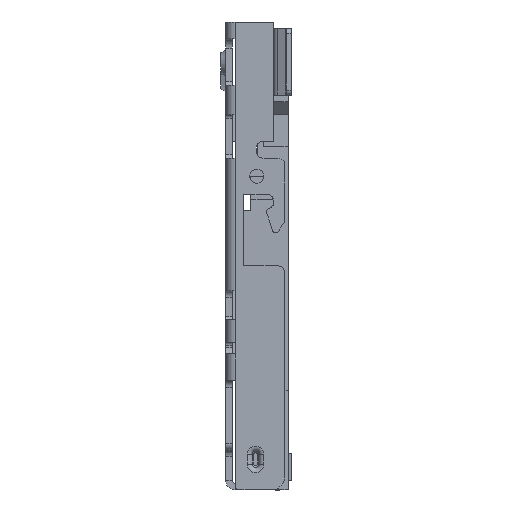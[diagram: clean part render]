
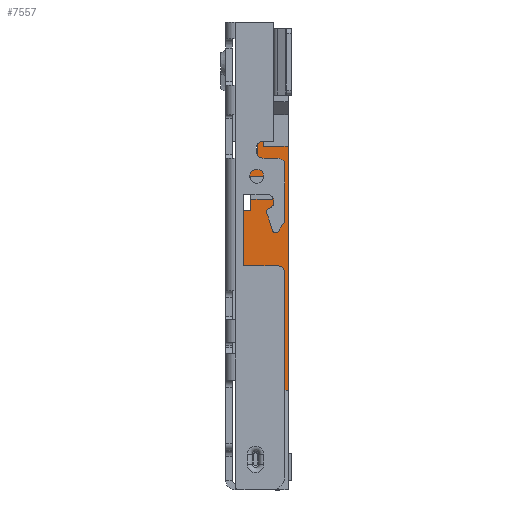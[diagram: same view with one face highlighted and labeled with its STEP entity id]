
A CAD part, left-side view. The second image highlights one B-rep face of the part: STEP entity #7557.
In plain terms, the highlighted planar face has unit normal (-1, 0, 0).
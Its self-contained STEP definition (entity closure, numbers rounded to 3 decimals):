
#340 = VECTOR ( 'NONE', #24234, 1000. ) ;
#622 = ORIENTED_EDGE ( 'NONE', *, *, #28334, .T. ) ;
#1423 = EDGE_CURVE ( 'NONE', #29146, #13933, #8239, .T. ) ;
#1753 = LINE ( 'NONE', #30901, #29075 ) ;
#2412 = CARTESIAN_POINT ( 'NONE',  ( -6.7, 10.417, -6.134 ) ) ;
#2475 = LINE ( 'NONE', #4634, #20434 ) ;
#4141 = CARTESIAN_POINT ( 'NONE',  ( -6.7, 0.57, 1.708 ) ) ;
#4152 = DIRECTION ( 'NONE',  ( 0., -1., 0. ) ) ;
#4162 = ORIENTED_EDGE ( 'NONE', *, *, #8250, .T. ) ;
#4320 = LINE ( 'NONE', #31754, #25399 ) ;
#4466 = EDGE_CURVE ( 'NONE', #15410, #24276, #24157, .T. ) ;
#4634 = CARTESIAN_POINT ( 'NONE',  ( -6.7, 0.57, 2.408 ) ) ;
#4663 = EDGE_CURVE ( 'NONE', #26619, #13361, #12043, .T. ) ;
#5285 = LINE ( 'NONE', #12985, #19362 ) ;
#5384 = LINE ( 'NONE', #9198, #340 ) ;
#5738 = VECTOR ( 'NONE', #19852, 1000. ) ;
#5767 = VERTEX_POINT ( 'NONE', #18074 ) ;
#6430 = EDGE_CURVE ( 'NONE', #17555, #15410, #1753, .T. ) ;
#6596 = DIRECTION ( 'NONE',  ( 0., 0., -1. ) ) ;
#7025 = DIRECTION ( 'NONE',  ( 0., 0., 1. ) ) ;
#7098 = EDGE_LOOP ( 'NONE', ( #15192, #20404, #31397, #27653, #13004, #7938, #27585, #31511, #622, #25923, #23907, #23001, #8765, #4162, #29644 ) ) ;
#7557 = ADVANCED_FACE ( 'NONE', ( #7956 ), #23667, .F. ) ;
#7768 = VECTOR ( 'NONE', #27306, 1000. ) ;
#7870 = CARTESIAN_POINT ( 'NONE',  ( -6.7, 1.44, 1.358 ) ) ;
#7938 = ORIENTED_EDGE ( 'NONE', *, *, #29188, .T. ) ;
#7956 = FACE_OUTER_BOUND ( 'NONE', #7098, .T. ) ;
#8239 = LINE ( 'NONE', #26483, #16445 ) ;
#8250 = EDGE_CURVE ( 'NONE', #24276, #9002, #9097, .T. ) ;
#8765 = ORIENTED_EDGE ( 'NONE', *, *, #4466, .T. ) ;
#9002 = VERTEX_POINT ( 'NONE', #7870 ) ;
#9097 = LINE ( 'NONE', #18840, #20807 ) ;
#9198 = CARTESIAN_POINT ( 'NONE',  ( -6.7, 1.44, 3.3 ) ) ;
#9331 = CARTESIAN_POINT ( 'NONE',  ( -6.7, 1.44, -4.05 ) ) ;
#9351 = DIRECTION ( 'NONE',  ( 0., 0., -1. ) ) ;
#9554 = VECTOR ( 'NONE', #15558, 1000. ) ;
#10806 = DIRECTION ( 'NONE',  ( 0., 0., -1. ) ) ;
#11556 = DIRECTION ( 'NONE',  ( 0., 1., 0. ) ) ;
#11588 = EDGE_CURVE ( 'NONE', #26619, #5767, #28800, .T. ) ;
#11664 = VECTOR ( 'NONE', #16048, 1000. ) ;
#11976 = EDGE_CURVE ( 'NONE', #13940, #27545, #13528, .T. ) ;
#12043 = LINE ( 'NONE', #12788, #11664 ) ;
#12569 = VECTOR ( 'NONE', #7025, 1000. ) ;
#12757 = EDGE_CURVE ( 'NONE', #22979, #13361, #5285, .T. ) ;
#12788 = CARTESIAN_POINT ( 'NONE',  ( -6.7, 0.83, 6.043 ) ) ;
#12951 = CARTESIAN_POINT ( 'NONE',  ( -6.7, 19.851, 2.408 ) ) ;
#12985 = CARTESIAN_POINT ( 'NONE',  ( -6.7, 1.68, 6.043 ) ) ;
#13004 = ORIENTED_EDGE ( 'NONE', *, *, #12757, .F. ) ;
#13300 = CARTESIAN_POINT ( 'NONE',  ( -6.7, 19.851, 3.3 ) ) ;
#13361 = VERTEX_POINT ( 'NONE', #18950 ) ;
#13528 = LINE ( 'NONE', #2412, #5738 ) ;
#13587 = VECTOR ( 'NONE', #4152, 1000. ) ;
#13761 = LINE ( 'NONE', #19039, #15723 ) ;
#13933 = VERTEX_POINT ( 'NONE', #26323 ) ;
#13940 = VERTEX_POINT ( 'NONE', #31253 ) ;
#14253 = CARTESIAN_POINT ( 'NONE',  ( -6.7, 1.03, 2.943 ) ) ;
#14823 = DIRECTION ( 'NONE',  ( 0., -1., 0. ) ) ;
#15192 = ORIENTED_EDGE ( 'NONE', *, *, #1423, .T. ) ;
#15240 = CARTESIAN_POINT ( 'NONE',  ( -6.7, 1.03, 6.043 ) ) ;
#15410 = VERTEX_POINT ( 'NONE', #19763 ) ;
#15558 = DIRECTION ( 'NONE',  ( 0., 0., -1. ) ) ;
#15723 = VECTOR ( 'NONE', #6596, 1000. ) ;
#16046 = EDGE_CURVE ( 'NONE', #27672, #20087, #28287, .T. ) ;
#16048 = DIRECTION ( 'NONE',  ( 0., 0., 1. ) ) ;
#16211 = CARTESIAN_POINT ( 'NONE',  ( -6.7, 0.83, 3.3 ) ) ;
#16433 = EDGE_CURVE ( 'NONE', #20087, #17555, #2475, .T. ) ;
#16445 = VECTOR ( 'NONE', #24086, 1000. ) ;
#16953 = CARTESIAN_POINT ( 'NONE',  ( -6.7, 1.22, 1.358 ) ) ;
#17555 = VERTEX_POINT ( 'NONE', #4141 ) ;
#17614 = CARTESIAN_POINT ( 'NONE',  ( -6.7, 1.22, 3.3 ) ) ;
#17941 = CARTESIAN_POINT ( 'NONE',  ( -6.7, 0.57, 2.408 ) ) ;
#17990 = VERTEX_POINT ( 'NONE', #14253 ) ;
#18074 = CARTESIAN_POINT ( 'NONE',  ( -6.7, 0.1, 3.3 ) ) ;
#18336 = DIRECTION ( 'NONE',  ( 1., 0., 0. ) ) ;
#18348 = DIRECTION ( 'NONE',  ( 0., -1., 0. ) ) ;
#18705 = EDGE_CURVE ( 'NONE', #17990, #13940, #4320, .T. ) ;
#18840 = CARTESIAN_POINT ( 'NONE',  ( -6.7, 19.851, 1.358 ) ) ;
#18950 = CARTESIAN_POINT ( 'NONE',  ( -6.7, 0.83, 6.043 ) ) ;
#19039 = CARTESIAN_POINT ( 'NONE',  ( -6.7, 1.03, 3.3 ) ) ;
#19362 = VECTOR ( 'NONE', #18348, 1000. ) ;
#19763 = CARTESIAN_POINT ( 'NONE',  ( -6.7, 1.22, 1.708 ) ) ;
#19852 = DIRECTION ( 'NONE',  ( 0., 0.707, -0.707 ) ) ;
#20087 = VERTEX_POINT ( 'NONE', #17941 ) ;
#20404 = ORIENTED_EDGE ( 'NONE', *, *, #29339, .T. ) ;
#20434 = VECTOR ( 'NONE', #9351, 1000. ) ;
#20767 = DIRECTION ( 'NONE',  ( 0., 1., 0. ) ) ;
#20807 = VECTOR ( 'NONE', #22326, 1000. ) ;
#22311 = CARTESIAN_POINT ( 'NONE',  ( -6.7, 0.1, 3.3 ) ) ;
#22326 = DIRECTION ( 'NONE',  ( 0., 1., 0. ) ) ;
#22707 = CARTESIAN_POINT ( 'NONE',  ( -6.7, 1.44, 2.843 ) ) ;
#22835 = VECTOR ( 'NONE', #14823, 1000. ) ;
#22979 = VERTEX_POINT ( 'NONE', #15240 ) ;
#23001 = ORIENTED_EDGE ( 'NONE', *, *, #6430, .T. ) ;
#23667 = PLANE ( 'NONE',  #29999 ) ;
#23846 = CARTESIAN_POINT ( 'NONE',  ( -6.7, 1.44, 3.3 ) ) ;
#23907 = ORIENTED_EDGE ( 'NONE', *, *, #16433, .T. ) ;
#24086 = DIRECTION ( 'NONE',  ( 0., -1., 0. ) ) ;
#24157 = LINE ( 'NONE', #17614, #7768 ) ;
#24234 = DIRECTION ( 'NONE',  ( 0., 0., -1. ) ) ;
#24276 = VERTEX_POINT ( 'NONE', #16953 ) ;
#25399 = VECTOR ( 'NONE', #11556, 1000. ) ;
#25747 = CARTESIAN_POINT ( 'NONE',  ( -6.7, 1.44, 2.408 ) ) ;
#25923 = ORIENTED_EDGE ( 'NONE', *, *, #16046, .T. ) ;
#26185 = CARTESIAN_POINT ( 'NONE',  ( -6.7, 19.851, 3.3 ) ) ;
#26217 = LINE ( 'NONE', #22311, #12569 ) ;
#26323 = CARTESIAN_POINT ( 'NONE',  ( -6.7, 0.1, -4.05 ) ) ;
#26483 = CARTESIAN_POINT ( 'NONE',  ( -6.7, 1.68, -4.05 ) ) ;
#26619 = VERTEX_POINT ( 'NONE', #16211 ) ;
#27306 = DIRECTION ( 'NONE',  ( 0., 0., -1. ) ) ;
#27506 = LINE ( 'NONE', #23846, #9554 ) ;
#27545 = VERTEX_POINT ( 'NONE', #22707 ) ;
#27585 = ORIENTED_EDGE ( 'NONE', *, *, #18705, .T. ) ;
#27653 = ORIENTED_EDGE ( 'NONE', *, *, #4663, .T. ) ;
#27672 = VERTEX_POINT ( 'NONE', #25747 ) ;
#28287 = LINE ( 'NONE', #12951, #22835 ) ;
#28334 = EDGE_CURVE ( 'NONE', #27545, #27672, #27506, .T. ) ;
#28800 = LINE ( 'NONE', #26185, #13587 ) ;
#29075 = VECTOR ( 'NONE', #20767, 1000. ) ;
#29146 = VERTEX_POINT ( 'NONE', #9331 ) ;
#29188 = EDGE_CURVE ( 'NONE', #22979, #17990, #13761, .T. ) ;
#29339 = EDGE_CURVE ( 'NONE', #13933, #5767, #26217, .T. ) ;
#29644 = ORIENTED_EDGE ( 'NONE', *, *, #32155, .T. ) ;
#29999 = AXIS2_PLACEMENT_3D ( 'NONE', #13300, #18336, #10806 ) ;
#30901 = CARTESIAN_POINT ( 'NONE',  ( -6.7, 1.22, 1.708 ) ) ;
#31253 = CARTESIAN_POINT ( 'NONE',  ( -6.7, 1.34, 2.943 ) ) ;
#31397 = ORIENTED_EDGE ( 'NONE', *, *, #11588, .F. ) ;
#31511 = ORIENTED_EDGE ( 'NONE', *, *, #11976, .T. ) ;
#31754 = CARTESIAN_POINT ( 'NONE',  ( -6.7, 19.851, 2.943 ) ) ;
#32155 = EDGE_CURVE ( 'NONE', #9002, #29146, #5384, .T. ) ;
